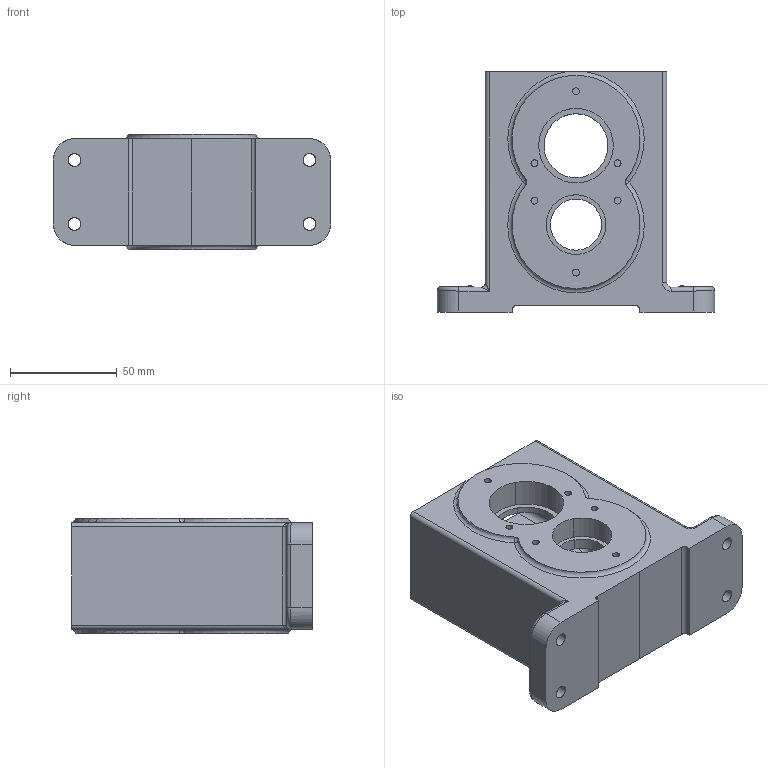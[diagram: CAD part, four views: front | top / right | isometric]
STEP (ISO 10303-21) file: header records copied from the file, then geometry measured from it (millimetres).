
FILE_DESCRIPTION(/* description */ ('START RECORD GO HERE. '),/* implementation_level */ '2;1');
FILE_NAME(/* name */ 'model_2.step',/* time_stamp */ '2025-05-06T22:46:39+02:00',/* author */ (''),/* organization */ (''),/* preprocessor_version */ 'ST-DEVELOPER v20.1',/* originating_system */ 'Autodesk Translation Framework v14.4.0.0',/* authorisation */ '');
FILE_SCHEMA (('AUTOMOTIVE_DESIGN { 1 0 10303 214 3 1 1 }'));
Length unit declared in the file: millimetre
Products named in the file (2): (Niezapisany); Gearbox Housing
Assembly tree (1 placements, depth 2):
  (Niezapisany)
    Gearbox Housing
Bounding box: 130 x 112.65 x 54 mm (x, y, z)
Surface area: 61022 mm2 (no closed solid volume)
Topology: 0 solids, 198 shells, 198 faces, 846 edges, 830 vertices
Faces by surface type: cylinder 92, plane 52, bspline 22, torus 16, cone 12, sphere 4
Entity records: 15034 total; most frequent: CARTESIAN_POINT 7779, DIRECTION 1498, VERTEX_POINT 830, EDGE_CURVE 830, ORIENTED_EDGE 830, AXIS2_PLACEMENT_3D 580, CIRCLE 367, LINE 338
